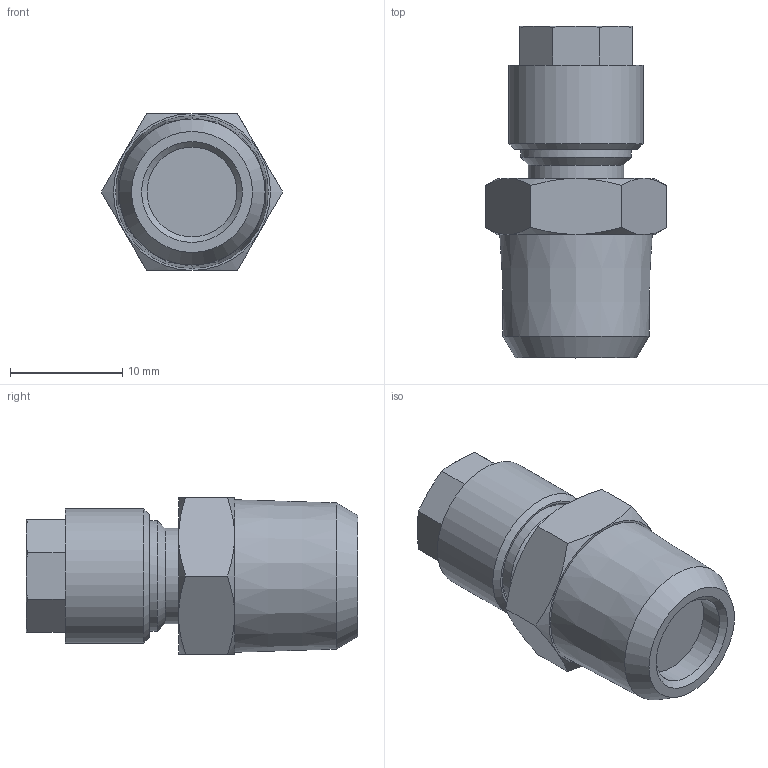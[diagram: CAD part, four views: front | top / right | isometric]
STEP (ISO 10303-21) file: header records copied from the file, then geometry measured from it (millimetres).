
FILE_DESCRIPTION(/* description */ (''),/* implementation_level */ '2;1');
FILE_NAME(/* name */ 'ck_144_k_msv.stp',/* time_stamp */ '2016-10-20T15:12:57+02:00',/* author */ ('hamoud'),/* organization */ (''),/* preprocessor_version */ 'ST-DEVELOPER v15.6',/* originating_system */ 'Autodesk Inventor LT ',/* authorisation */ '');
FILE_SCHEMA (('AUTOMOTIVE_DESIGN { 1 0 10303 214 3 1 1 }'));
Length unit declared in the file: millimetre
Products named in the file (1): ck_144_k_msv
Bounding box: 16.17 x 29.6 x 14 mm (x, y, z)
Volume: 3395.5 mm3; surface area: 1824.5 mm2
Topology: 1 solids, 3 shells, 63 faces, 129 edges, 78 vertices
Faces by surface type: cone 27, plane 26, cylinder 8, torus 2
Full cylindrical faces by diameter (mm): 3.2 x1, 4.7 x1, 6.2 x1, 8 x1, 8.5 x1, 9 x1, 9.9 x1, 12 x1
Entity records: 1497 total; most frequent: CARTESIAN_POINT 324, DIRECTION 240, ORIENTED_EDGE 214, AXIS2_PLACEMENT_3D 109, EDGE_CURVE 107, EDGE_LOOP 88, VERTEX_POINT 73, FACE_OUTER_BOUND 63
